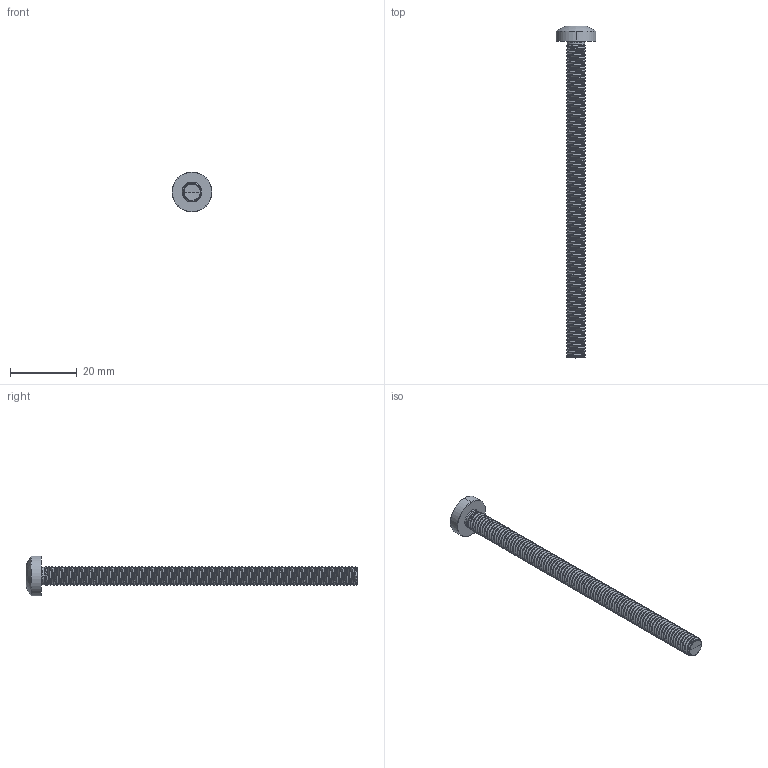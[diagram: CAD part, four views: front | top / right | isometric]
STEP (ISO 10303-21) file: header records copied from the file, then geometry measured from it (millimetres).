
FILE_DESCRIPTION (( 'STEP AP203' ), '1' );
FILE_NAME ('STM390600950.STEP', '2020-12-23T18:57:41', ( '' ), ( '' ), 'SwSTEP 2.0', 'SolidWorks 2015', '' );
FILE_SCHEMA (( 'CONFIG_CONTROL_DESIGN' ));
Length unit declared in the file: millimetre
Products named in the file (2): STM390600950
Bounding box: 12 x 99.6 x 12 mm (x, y, z)
Volume: 2560.2 mm3; surface area: 3074.1 mm2
Topology: 1 solids, 1 shells, 260 faces, 738 edges, 480 vertices
Faces by surface type: cylinder 209, bspline 18, torus 13, cone 13, sphere 4, plane 3
Entity records: 56678 total; most frequent: CARTESIAN_POINT 51118, ORIENTED_EDGE 1464, DIRECTION 828, EDGE_CURVE 732, VERTEX_POINT 478, AXIS2_PLACEMENT_3D 305, EDGE_LOOP 260, ADVANCED_FACE 258
